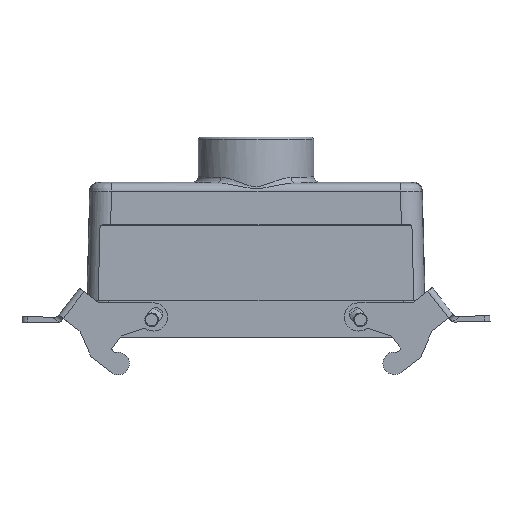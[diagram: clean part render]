
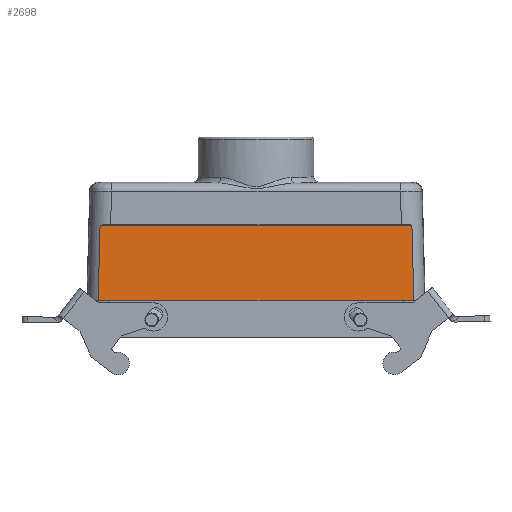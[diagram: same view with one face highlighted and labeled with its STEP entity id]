
A CAD part, front view. The second image highlights one B-rep face of the part: STEP entity #2698.
In plain terms, the highlighted planar face has unit normal (0, -1, 0.018).
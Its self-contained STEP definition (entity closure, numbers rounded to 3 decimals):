
#2659=CARTESIAN_POINT('',(70.0,-20.497,4.027));
#2660=DIRECTION('',(0.0,-1.,0.018));
#2661=DIRECTION('',(0.0,-0.018,-1.));
#2662=AXIS2_PLACEMENT_3D('',#2659,#2660,#2661);
#2663=PLANE('',#2662);
#2664=CARTESIAN_POINT('',(-55.993,-20.497,4.027));
#2665=VERTEX_POINT('',#2664);
#2666=CARTESIAN_POINT('',(-55.304,-20.021,30.674));
#2667=VERTEX_POINT('',#2666);
#2668=CARTESIAN_POINT('',(-55.993,-20.497,4.027));
#2669=DIRECTION('',(0.026,0.018,1.));
#2670=VECTOR('',#2669,26.66);
#2671=LINE('',#2668,#2670);
#2672=EDGE_CURVE('',#2665,#2667,#2671,.T.);
#2673=ORIENTED_EDGE('',*,*,#2672,.F.);
#2674=CARTESIAN_POINT('',(55.993,-20.497,4.027));
#2675=VERTEX_POINT('',#2674);
#2676=CARTESIAN_POINT('',(-55.993,-20.497,4.027));
#2677=DIRECTION('',(1.0,0.0,0.0));
#2678=VECTOR('',#2677,111.987);
#2679=LINE('',#2676,#2678);
#2680=EDGE_CURVE('',#2665,#2675,#2679,.T.);
#2681=ORIENTED_EDGE('',*,*,#2680,.T.);
#2682=CARTESIAN_POINT('',(55.304,-20.021,30.674));
#2683=VERTEX_POINT('',#2682);
#2684=CARTESIAN_POINT('',(55.304,-20.021,30.674));
#2685=DIRECTION('',(0.026,-0.018,-1.));
#2686=VECTOR('',#2685,26.66);
#2687=LINE('',#2684,#2686);
#2688=EDGE_CURVE('',#2683,#2675,#2687,.T.);
#2689=ORIENTED_EDGE('',*,*,#2688,.F.);
#2690=CARTESIAN_POINT('',(55.304,-20.021,30.674));
#2691=DIRECTION('',(-1.0,0.0,0.0));
#2692=VECTOR('',#2691,110.607);
#2693=LINE('',#2690,#2692);
#2694=EDGE_CURVE('',#2683,#2667,#2693,.T.);
#2695=ORIENTED_EDGE('',*,*,#2694,.T.);
#2696=EDGE_LOOP('',(#2673,#2681,#2689,#2695));
#2697=FACE_OUTER_BOUND('',#2696,.T.);
#2698=ADVANCED_FACE('',(#2697),#2663,.T.);
